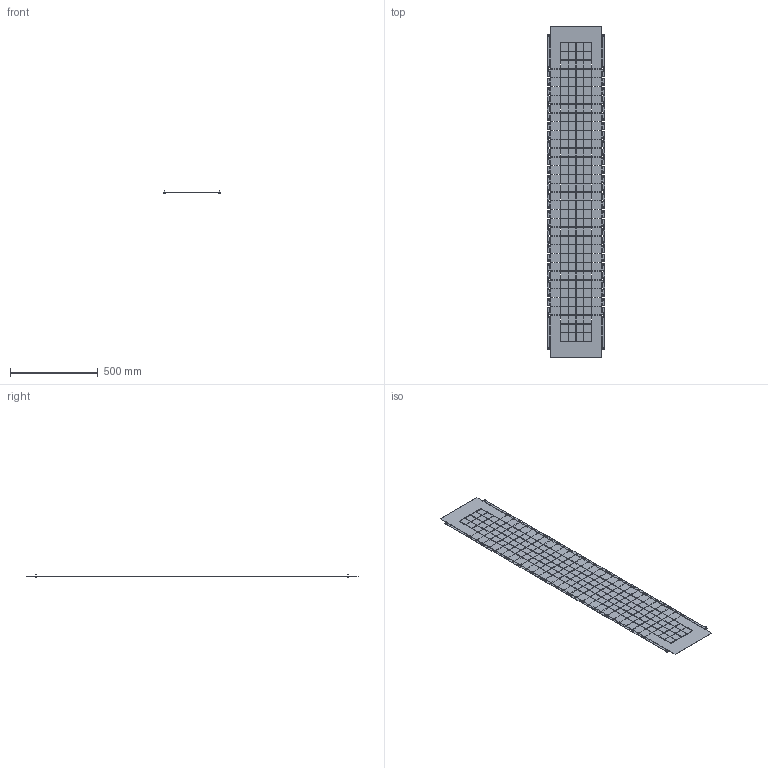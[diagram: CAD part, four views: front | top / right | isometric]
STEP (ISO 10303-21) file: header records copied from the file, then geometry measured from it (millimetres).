
FILE_DESCRIPTION (( 'STEP AP203' ), '1' );
FILE_NAME ('MA1.800.060420.03.00 AleSta-PCV204 Ïàíåëü âåðòèêàëüíàÿ äëÿ ñåêöèîíèðîâàíèÿ Ã400 Â2000 ìì.STEP', '2024-06-05T16:29:30', ( '' ), ( '' ), 'SwSTEP 2.0', 'SolidWorks 2021', '' );
FILE_SCHEMA (( 'CONFIG_CONTROL_DESIGN' ));
Length unit declared in the file: millimetre
Products named in the file (3): MA1.800.060420.03.00 AleSta-PCV204 Ïàíåëü âåðòèêàëüíàÿ äëÿ ñåêöèîíèðîâàíèÿ Ã400 Â2000 ìì; Âèíò_ðåçüáîâûäàâëèâàþùèé_Ì5õ12_DIN 7500E_Œ5å12; MA1.800.060620.03.01 Ïàíåëü âåðòèêàëüíàÿ äëÿ ñåêöèîíèðîâàíèÿ Ã600 Â2000 ìì EKF_2000å400
Assembly tree (5 placements, depth 2):
  MA1.800.060420.03.00 AleSta-PCV204 Ïàíåëü âåðòèêàëüíàÿ äëÿ ñåêöèîíèðîâàíèÿ Ã400 Â2000 ìì
    MA1.800.060620.03.01 Ïàíåëü âåðòèêàëüíàÿ äëÿ ñåêöèîíèðîâàíèÿ Ã600 Â2000 ìì EKF_2000å400
    Âèíò_ðåçüáîâûäàâëèâàþùèé_Ì5õ12_DIN 7500E_Œ5å12  x4
Bounding box: 326.6 x 1888 x 15.7 mm (x, y, z)
Volume: 569260.1 mm3; surface area: 1182757.5 mm2
Topology: 5 solids, 5 shells, 2638 faces, 7852 edges, 5232 vertices
Faces by surface type: plane 2422, cylinder 208, cone 8
Entity records: 88377 total; most frequent: CARTESIAN_POINT 15514, ORIENTED_EDGE 15500, DIRECTION 13340, EDGE_CURVE 7750, LINE 7356, VECTOR 7356, VERTEX_POINT 5166, EDGE_LOOP 3724
